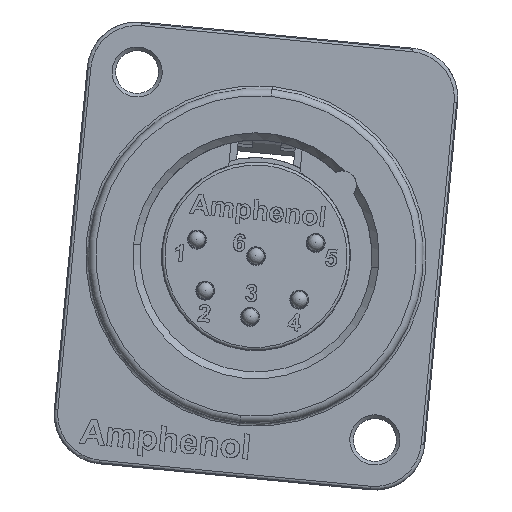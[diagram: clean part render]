
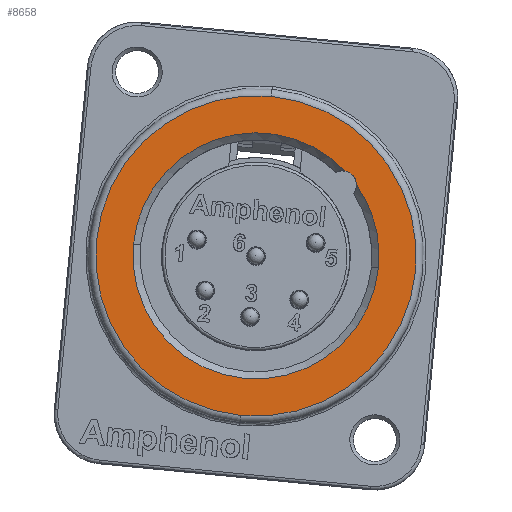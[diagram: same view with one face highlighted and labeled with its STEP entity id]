
A CAD part, top view. The second image highlights one B-rep face of the part: STEP entity #8658.
In plain terms, the highlighted planar face has unit normal (0, 0, 1).
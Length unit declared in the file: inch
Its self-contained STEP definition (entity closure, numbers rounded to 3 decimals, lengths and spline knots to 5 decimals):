
#316=CIRCLE('',#9174,0.44094);
#320=CIRCLE('',#9179,0.44094);
#322=CIRCLE('',#9183,0.33858);
#323=CIRCLE('',#9184,0.03937);
#324=CIRCLE('',#9185,0.33858);
#325=CIRCLE('',#9186,0.33858);
#582=FACE_BOUND('',#2510,.T.);
#2155=FACE_OUTER_BOUND('',#2509,.T.);
#2509=EDGE_LOOP('',(#6684,#6685));
#2510=EDGE_LOOP('',(#6686,#6687,#6688,#6689));
#3669=VERTEX_POINT('',#13148);
#3670=VERTEX_POINT('',#13150);
#3674=VERTEX_POINT('',#13165);
#3675=VERTEX_POINT('',#13166);
#3676=VERTEX_POINT('',#13168);
#3677=VERTEX_POINT('',#13170);
#5022=EDGE_CURVE('',#3669,#3670,#316,.T.);
#5026=EDGE_CURVE('',#3670,#3669,#320,.T.);
#5030=EDGE_CURVE('',#3674,#3675,#322,.T.);
#5031=EDGE_CURVE('',#3674,#3676,#323,.T.);
#5032=EDGE_CURVE('',#3677,#3676,#324,.T.);
#5033=EDGE_CURVE('',#3675,#3677,#325,.T.);
#6684=ORIENTED_EDGE('',*,*,#5022,.F.);
#6685=ORIENTED_EDGE('',*,*,#5026,.F.);
#6686=ORIENTED_EDGE('',*,*,#5030,.F.);
#6687=ORIENTED_EDGE('',*,*,#5031,.T.);
#6688=ORIENTED_EDGE('',*,*,#5032,.F.);
#6689=ORIENTED_EDGE('',*,*,#5033,.F.);
#8145=PLANE('',#9182);
#8658=ADVANCED_FACE('',(#2155,#582),#8145,.F.);
#9174=AXIS2_PLACEMENT_3D('',#13151,#10261,#10262);
#9179=AXIS2_PLACEMENT_3D('',#13157,#10271,#10272);
#9182=AXIS2_PLACEMENT_3D('',#13164,#10279,#10280);
#9183=AXIS2_PLACEMENT_3D('',#13167,#10281,#10282);
#9184=AXIS2_PLACEMENT_3D('',#13169,#10283,#10284);
#9185=AXIS2_PLACEMENT_3D('',#13171,#10285,#10286);
#9186=AXIS2_PLACEMENT_3D('',#13172,#10287,#10288);
#10261=DIRECTION('center_axis',(0.,0.,
-1.));
#10262=DIRECTION('ref_axis',(-0.995,0.096,0.));
#10271=DIRECTION('center_axis',(0.,0.,
-1.));
#10272=DIRECTION('ref_axis',(0.995,-0.096,0.));
#10279=DIRECTION('center_axis',(0.,0.,
-1.));
#10280=DIRECTION('ref_axis',(-0.096,-0.995,0.));
#10281=DIRECTION('center_axis',(0.,0.,
1.));
#10282=DIRECTION('ref_axis',(-0.995,0.096,0.));
#10283=DIRECTION('center_axis',(0.,0.,
-1.));
#10284=DIRECTION('ref_axis',(0.995,-0.096,0.));
#10285=DIRECTION('center_axis',(0.,0.,
1.));
#10286=DIRECTION('ref_axis',(-0.995,0.096,0.));
#10287=DIRECTION('center_axis',(0.,0.,
1.));
#10288=DIRECTION('ref_axis',(-0.995,0.096,0.));
#13148=CARTESIAN_POINT('',(0.08298,-0.21001,0.88829));
#13150=CARTESIAN_POINT('',(0.16742,0.66782,0.88829));
#13151=CARTESIAN_POINT('Origin',(0.1252,0.22891,0.88829));
#13157=CARTESIAN_POINT('Origin',(0.1252,0.22891,0.88829));
#13164=CARTESIAN_POINT('Origin',(0.67808,0.68476,0.88829));
#13165=CARTESIAN_POINT('',(0.36997,0.46284,0.88829));
#13166=CARTESIAN_POINT('',(-0.21183,0.26132,0.88829));
#13167=CARTESIAN_POINT('Origin',(0.1252,0.22891,0.88829));
#13168=CARTESIAN_POINT('',(0.40151,0.42459,0.88829));
#13169=CARTESIAN_POINT('Origin',(0.36214,0.42426,0.88829));
#13170=CARTESIAN_POINT('',(0.46223,0.19649,0.88829));
#13171=CARTESIAN_POINT('Origin',(0.1252,0.22891,0.88829));
#13172=CARTESIAN_POINT('Origin',(0.1252,0.22891,0.88829));
